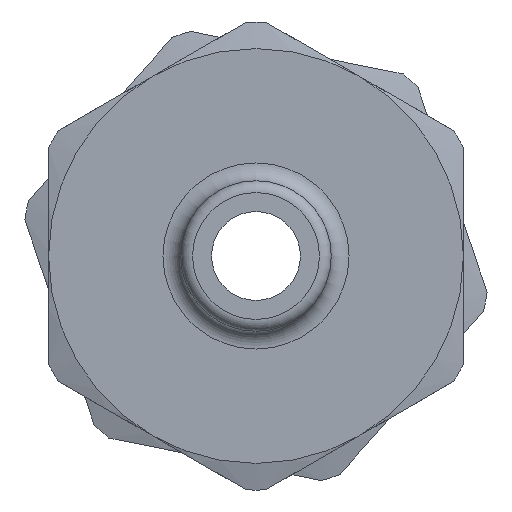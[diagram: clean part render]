
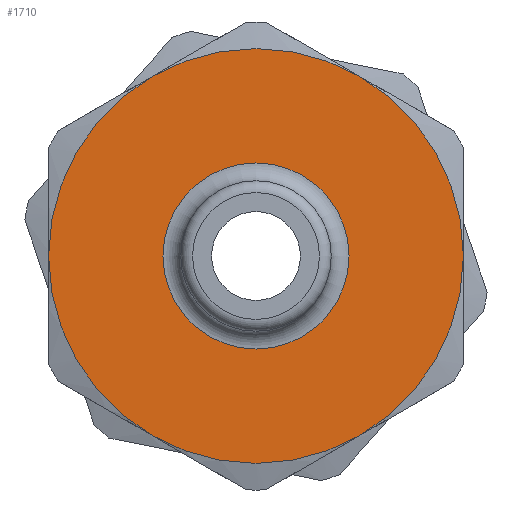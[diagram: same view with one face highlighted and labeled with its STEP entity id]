
A CAD part, left-side view. The second image highlights one B-rep face of the part: STEP entity #1710.
In plain terms, the highlighted planar face has unit normal (-1, 0, 0).
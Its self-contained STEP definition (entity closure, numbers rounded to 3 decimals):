
#527=CARTESIAN_POINT('',(5.0,1.75,-3.031));
#528=VERTEX_POINT('',#527);
#596=CARTESIAN_POINT('',(5.0,-1.75,-3.031));
#597=VERTEX_POINT('',#596);
#665=CARTESIAN_POINT('',(5.0,-3.5,0.));
#666=VERTEX_POINT('',#665);
#734=CARTESIAN_POINT('',(5.0,-1.75,3.031));
#735=VERTEX_POINT('',#734);
#803=CARTESIAN_POINT('',(5.0,1.75,3.031));
#804=VERTEX_POINT('',#803);
#1058=CARTESIAN_POINT('',(5.0,3.5,0.0));
#1059=VERTEX_POINT('',#1058);
#1060=CARTESIAN_POINT('',(5.0,0.0,0.0));
#1061=DIRECTION('',(1.0,0.0,0.0));
#1062=DIRECTION('',(0.0,1.0,0.0));
#1063=AXIS2_PLACEMENT_3D('',#1060,#1061,#1062);
#1064=CIRCLE('',#1063,3.5);
#1065=EDGE_CURVE('',#528,#1059,#1064,.T.);
#1104=CARTESIAN_POINT('',(5.0,0.0,0.0));
#1105=DIRECTION('',(1.0,0.0,0.0));
#1106=DIRECTION('',(0.0,1.0,0.0));
#1107=AXIS2_PLACEMENT_3D('',#1104,#1105,#1106);
#1108=CIRCLE('',#1107,3.5);
#1109=EDGE_CURVE('',#1059,#804,#1108,.T.);
#1122=CARTESIAN_POINT('',(5.0,0.0,0.0));
#1123=DIRECTION('',(1.0,0.0,0.0));
#1124=DIRECTION('',(0.0,1.0,0.0));
#1125=AXIS2_PLACEMENT_3D('',#1122,#1123,#1124);
#1126=CIRCLE('',#1125,3.5);
#1127=EDGE_CURVE('',#804,#735,#1126,.T.);
#1140=CARTESIAN_POINT('',(5.0,0.0,0.0));
#1141=DIRECTION('',(1.0,0.0,0.0));
#1142=DIRECTION('',(0.0,1.0,0.0));
#1143=AXIS2_PLACEMENT_3D('',#1140,#1141,#1142);
#1144=CIRCLE('',#1143,3.5);
#1145=EDGE_CURVE('',#735,#666,#1144,.T.);
#1158=CARTESIAN_POINT('',(5.0,0.0,0.0));
#1159=DIRECTION('',(1.0,0.0,0.0));
#1160=DIRECTION('',(0.0,1.0,0.0));
#1161=AXIS2_PLACEMENT_3D('',#1158,#1159,#1160);
#1162=CIRCLE('',#1161,3.5);
#1163=EDGE_CURVE('',#666,#597,#1162,.T.);
#1673=CARTESIAN_POINT('',(5.,1.57,0.0));
#1674=VERTEX_POINT('',#1673);
#1675=CARTESIAN_POINT('',(5.0,0.0,0.0));
#1676=DIRECTION('',(1.0,0.0,0.0));
#1677=DIRECTION('',(0.0,1.0,0.0));
#1678=AXIS2_PLACEMENT_3D('',#1675,#1676,#1677);
#1679=CIRCLE('',#1678,1.57);
#1680=EDGE_CURVE('',#1674,#1674,#1679,.T.);
#1688=CARTESIAN_POINT('',(5.0,2.535,0.0));
#1689=DIRECTION('',(-1.0,0.0,0.0));
#1690=DIRECTION('',(0.0,0.0,1.0));
#1691=AXIS2_PLACEMENT_3D('',#1688,#1689,#1690);
#1692=PLANE('',#1691);
#1693=ORIENTED_EDGE('',*,*,#1109,.F.);
#1694=ORIENTED_EDGE('',*,*,#1065,.F.);
#1695=CARTESIAN_POINT('',(5.0,0.0,0.0));
#1696=DIRECTION('',(1.0,0.0,0.0));
#1697=DIRECTION('',(0.0,1.0,0.0));
#1698=AXIS2_PLACEMENT_3D('',#1695,#1696,#1697);
#1699=CIRCLE('',#1698,3.5);
#1700=EDGE_CURVE('',#597,#528,#1699,.T.);
#1701=ORIENTED_EDGE('',*,*,#1700,.F.);
#1702=ORIENTED_EDGE('',*,*,#1163,.F.);
#1703=ORIENTED_EDGE('',*,*,#1145,.F.);
#1704=ORIENTED_EDGE('',*,*,#1127,.F.);
#1705=EDGE_LOOP('',(#1693,#1694,#1701,#1702,#1703,#1704));
#1706=FACE_OUTER_BOUND('',#1705,.T.);
#1707=ORIENTED_EDGE('',*,*,#1680,.T.);
#1708=EDGE_LOOP('',(#1707));
#1709=FACE_BOUND('',#1708,.T.);
#1710=ADVANCED_FACE('',(#1706,#1709),#1692,.T.);
